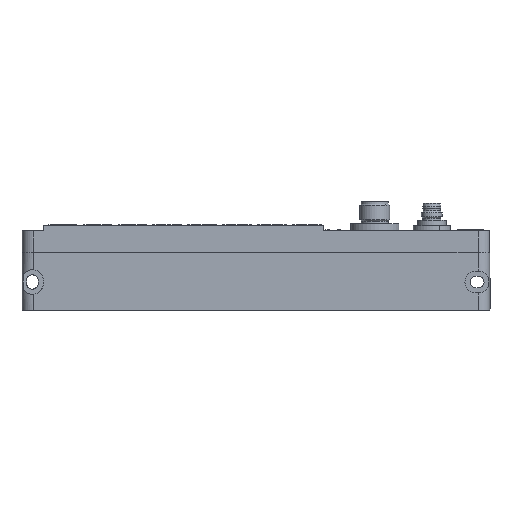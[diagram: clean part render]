
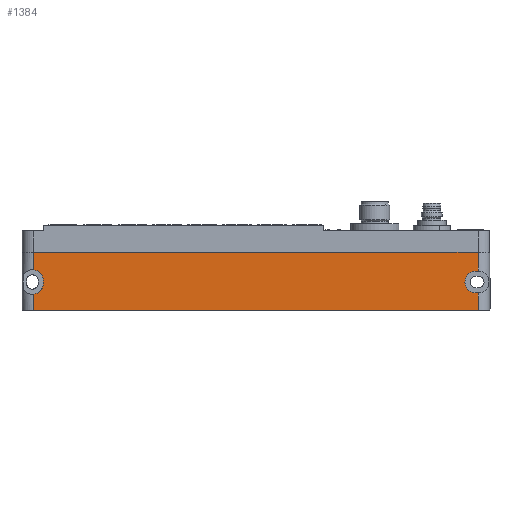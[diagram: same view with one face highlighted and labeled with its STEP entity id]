
A CAD part, left-side view. The second image highlights one B-rep face of the part: STEP entity #1384.
In plain terms, the highlighted planar face has unit normal (-1, 0, 0).
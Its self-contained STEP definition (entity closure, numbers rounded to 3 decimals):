
#1316=AXIS2_PLACEMENT_3D('Plane Axis2P3D',#1313,#1314,#1315) ;
#1320=AXIS2_PLACEMENT_3D('Circle Axis2P3D',#1318,#1319,$) ;
#1334=AXIS2_PLACEMENT_3D('Circle Axis2P3D',#1332,#1333,$) ;
#1353=AXIS2_PLACEMENT_3D('Circle Axis2P3D',#1351,#1352,$) ;
#334=CARTESIAN_POINT('Vertex',(0.,176.33,22.5)) ;
#337=CARTESIAN_POINT('Line Origine',(0.,90.48,22.5)) ;
#341=CARTESIAN_POINT('Vertex',(0.,4.63,22.5)) ;
#498=CARTESIAN_POINT('Vertex',(0.,4.63,0.)) ;
#501=CARTESIAN_POINT('Line Origine',(0.,90.48,0.)) ;
#505=CARTESIAN_POINT('Vertex',(0.,176.33,0.)) ;
#1250=CARTESIAN_POINT('Line Origine',(0.,176.33,11.25)) ;
#1254=CARTESIAN_POINT('Vertex',(0.,176.33,15.72)) ;
#1257=CARTESIAN_POINT('Line Origine',(0.,176.33,11.25)) ;
#1261=CARTESIAN_POINT('Vertex',(0.,176.33,6.28)) ;
#1313=CARTESIAN_POINT('Axis2P3D Location',(0.,176.33,0.)) ;
#1318=CARTESIAN_POINT('Axis2P3D Location',(0.,176.83,11.5)) ;
#1322=CARTESIAN_POINT('Vertex',(0.,172.58,11.5)) ;
#1325=CARTESIAN_POINT('Line Origine',(0.,172.58,11.)) ;
#1329=CARTESIAN_POINT('Vertex',(0.,172.58,10.5)) ;
#1332=CARTESIAN_POINT('Axis2P3D Location',(0.,176.83,10.5)) ;
#1337=CARTESIAN_POINT('Line Origine',(0.,4.63,3.393)) ;
#1341=CARTESIAN_POINT('Vertex',(0.,4.63,6.786)) ;
#1344=CARTESIAN_POINT('Line Origine',(0.,5.065,6.786)) ;
#1348=CARTESIAN_POINT('Vertex',(0.,5.5,6.786)) ;
#1351=CARTESIAN_POINT('Axis2P3D Location',(0.,5.5,11.)) ;
#1355=CARTESIAN_POINT('Vertex',(0.,5.5,15.214)) ;
#1358=CARTESIAN_POINT('Line Origine',(0.,5.065,15.214)) ;
#1362=CARTESIAN_POINT('Vertex',(0.,4.63,15.214)) ;
#1365=CARTESIAN_POINT('Line Origine',(0.,4.63,18.857)) ;
#338=DIRECTION('Vector Direction',(0.,-1.,0.)) ;
#502=DIRECTION('Vector Direction',(0.,-1.,0.)) ;
#1251=DIRECTION('Vector Direction',(0.,0.,1.)) ;
#1258=DIRECTION('Vector Direction',(0.,0.,1.)) ;
#1314=DIRECTION('Axis2P3D Direction',(-1.,0.,0.)) ;
#1315=DIRECTION('Axis2P3D XDirection',(0.,-1.,0.)) ;
#1319=DIRECTION('Axis2P3D Direction',(-1.,0.,0.)) ;
#1326=DIRECTION('Vector Direction',(0.,0.,1.)) ;
#1333=DIRECTION('Axis2P3D Direction',(-1.,0.,0.)) ;
#1338=DIRECTION('Vector Direction',(0.,0.,1.)) ;
#1345=DIRECTION('Vector Direction',(0.,1.,0.)) ;
#1352=DIRECTION('Axis2P3D Direction',(-1.,0.,0.)) ;
#1359=DIRECTION('Vector Direction',(0.,-1.,0.)) ;
#1366=DIRECTION('Vector Direction',(0.,0.,1.)) ;
#339=VECTOR('Line Direction',#338,1.) ;
#503=VECTOR('Line Direction',#502,1.) ;
#1252=VECTOR('Line Direction',#1251,1.) ;
#1259=VECTOR('Line Direction',#1258,1.) ;
#1327=VECTOR('Line Direction',#1326,1.) ;
#1339=VECTOR('Line Direction',#1338,1.) ;
#1346=VECTOR('Line Direction',#1345,1.) ;
#1360=VECTOR('Line Direction',#1359,1.) ;
#1367=VECTOR('Line Direction',#1366,1.) ;
#1371=ORIENTED_EDGE('',*,*,#1256,.F.) ;
#1372=ORIENTED_EDGE('',*,*,#1324,.T.) ;
#1373=ORIENTED_EDGE('',*,*,#1331,.T.) ;
#1374=ORIENTED_EDGE('',*,*,#1336,.T.) ;
#1375=ORIENTED_EDGE('',*,*,#1263,.F.) ;
#1376=ORIENTED_EDGE('',*,*,#507,.T.) ;
#1377=ORIENTED_EDGE('',*,*,#1343,.T.) ;
#1378=ORIENTED_EDGE('',*,*,#1350,.F.) ;
#1379=ORIENTED_EDGE('',*,*,#1357,.F.) ;
#1380=ORIENTED_EDGE('',*,*,#1364,.F.) ;
#1381=ORIENTED_EDGE('',*,*,#1369,.T.) ;
#1382=ORIENTED_EDGE('',*,*,#343,.F.) ;
#1384=ADVANCED_FACE('SAI',(#1383),#1317,.T.) ;
#1321=CIRCLE('generated circle',#1320,4.25) ;
#1335=CIRCLE('generated circle',#1334,4.25) ;
#1354=CIRCLE('generated circle',#1353,4.214) ;
#343=EDGE_CURVE('',#335,#342,#340,.T.) ;
#507=EDGE_CURVE('',#506,#499,#504,.T.) ;
#1256=EDGE_CURVE('',#1255,#335,#1253,.T.) ;
#1263=EDGE_CURVE('',#506,#1262,#1260,.T.) ;
#1324=EDGE_CURVE('',#1255,#1323,#1321,.F.) ;
#1331=EDGE_CURVE('',#1323,#1330,#1328,.F.) ;
#1336=EDGE_CURVE('',#1330,#1262,#1335,.F.) ;
#1343=EDGE_CURVE('',#499,#1342,#1340,.T.) ;
#1350=EDGE_CURVE('',#1349,#1342,#1347,.F.) ;
#1357=EDGE_CURVE('',#1356,#1349,#1354,.T.) ;
#1364=EDGE_CURVE('',#1363,#1356,#1361,.F.) ;
#1369=EDGE_CURVE('',#1363,#342,#1368,.T.) ;
#1370=EDGE_LOOP('',(#1371,#1372,#1373,#1374,#1375,#1376,#1377,#1378,#1379,#1380,#1381,#1382)) ;
#1383=FACE_OUTER_BOUND('',#1370,.T.) ;
#340=LINE('Line',#337,#339) ;
#504=LINE('Line',#501,#503) ;
#1253=LINE('Line',#1250,#1252) ;
#1260=LINE('Line',#1257,#1259) ;
#1328=LINE('Line',#1325,#1327) ;
#1340=LINE('Line',#1337,#1339) ;
#1347=LINE('Line',#1344,#1346) ;
#1361=LINE('Line',#1358,#1360) ;
#1368=LINE('Line',#1365,#1367) ;
#1317=PLANE('',#1316) ;
#335=VERTEX_POINT('',#334) ;
#342=VERTEX_POINT('',#341) ;
#499=VERTEX_POINT('',#498) ;
#506=VERTEX_POINT('',#505) ;
#1255=VERTEX_POINT('',#1254) ;
#1262=VERTEX_POINT('',#1261) ;
#1323=VERTEX_POINT('',#1322) ;
#1330=VERTEX_POINT('',#1329) ;
#1342=VERTEX_POINT('',#1341) ;
#1349=VERTEX_POINT('',#1348) ;
#1356=VERTEX_POINT('',#1355) ;
#1363=VERTEX_POINT('',#1362) ;
